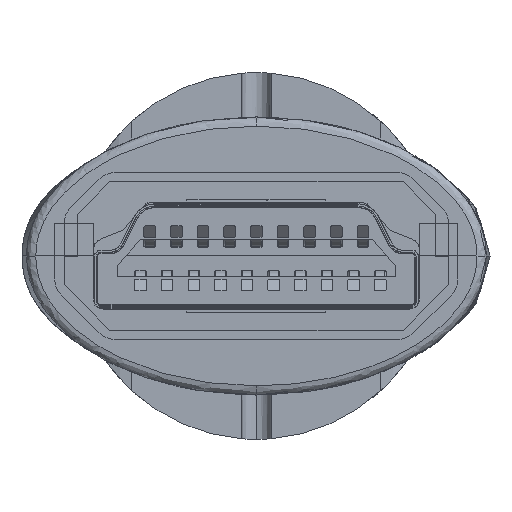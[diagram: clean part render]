
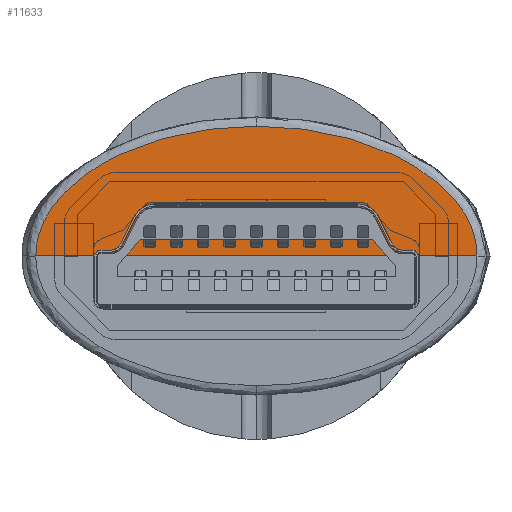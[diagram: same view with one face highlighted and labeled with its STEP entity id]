
A CAD part, front view. The second image highlights one B-rep face of the part: STEP entity #11633.
In plain terms, the highlighted face is planar.
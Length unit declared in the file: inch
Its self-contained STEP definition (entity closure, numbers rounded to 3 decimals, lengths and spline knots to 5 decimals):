
#735 = ORIENTED_EDGE ( 'NONE', *, *, #24974, .T. ) ;
#3498 = CARTESIAN_POINT ( 'NONE',  ( 0.35495, -0.00049, 0.07077 ) ) ;
#4412 = CARTESIAN_POINT ( 'NONE',  ( -0.37483, -0.00013, 0.01933 ) ) ;
#5251 = CARTESIAN_POINT ( 'NONE',  ( 0.22867, -0.00121, 0.17392 ) ) ;
#5521 = CARTESIAN_POINT ( 'NONE',  ( -0.37043, -0.00027, 0.0386 ) ) ;
#5618 = CARTESIAN_POINT ( 'NONE',  ( 0.31764, -0.00081, 0.1161 ) ) ;
#9148 = CARTESIAN_POINT ( 'NONE',  ( 0.36188, -0.0004, 0.05733 ) ) ;
#10418 = CARTESIAN_POINT ( 'NONE',  ( -0.30047, -0.00092, 0.13143 ) ) ;
#10865 = EDGE_CURVE ( 'NONE', #50248, #31021, #15793, .T. ) ;
#11633 = ADVANCED_FACE ( 'NONE', ( #61214 ), #39069, .T. ) ;
#14062 = CARTESIAN_POINT ( 'NONE',  ( 0.11057, -0.00147, 0.21062 ) ) ;
#14430 = CARTESIAN_POINT ( 'NONE',  ( 0.23137, -0.00121, 0.17266 ) ) ;
#14796 = CARTESIAN_POINT ( 'NONE',  ( 0.36139, -0.00041, 0.05837 ) ) ;
#15576 = ORIENTED_EDGE ( 'NONE', *, *, #16580, .T. ) ;
#15731 = CARTESIAN_POINT ( 'NONE',  ( -0.07206, 0., 0. ) ) ;
#15793 = B_SPLINE_CURVE_WITH_KNOTS ( 'NONE', 3,
 ( #34140, #39049, #45077, #22094, #73256, #49968, #33028, #10418, #57429, #55956, #51051, #5521, #4412, #27369 ),
 .UNSPECIFIED., .F., .F.,
 ( 4, 2, 2, 2, 2, 2, 4 ),
 ( 0., 0.25, 0.5, 0.625, 0.75, 0.875, 1. ),
 .UNSPECIFIED. ) ;
#16570 = CARTESIAN_POINT ( 'NONE',  ( 0.36065, -0.00042, 0.05994 ) ) ;
#16580 = EDGE_CURVE ( 'NONE', #38032, #31021, #40229, .T. ) ;
#18977 = CARTESIAN_POINT ( 'NONE',  ( 0.11661, -0.00146, 0.20946 ) ) ;
#20802 = CARTESIAN_POINT ( 'NONE',  ( 0.32849, -0.00073, 0.10527 ) ) ;
#22094 = CARTESIAN_POINT ( 'NONE',  ( -0.15815, -0.0014, 0.20114 ) ) ;
#22212 = CARTESIAN_POINT ( 'NONE',  ( 0.27002, -0.00106, 0.1519 ) ) ;
#24599 = CARTESIAN_POINT ( 'NONE',  ( 0.02038, -0.00154, 0.22058 ) ) ;
#24974 = EDGE_CURVE ( 'NONE', #50248, #38032, #64251, .T. ) ;
#26452 = CARTESIAN_POINT ( 'NONE',  ( 0.27715, -0.00103, 0.14733 ) ) ;
#27369 = CARTESIAN_POINT ( 'NONE',  ( -0.37481, 0., 0. ) ) ;
#27465 = CARTESIAN_POINT ( 'NONE',  ( -0.37481, 0., 0. ) ) ;
#28223 = CARTESIAN_POINT ( 'NONE',  ( 0.32768, -0.00074, 0.10611 ) ) ;
#29855 = EDGE_LOOP ( 'NONE', ( #735, #15576, #65835 ) ) ;
#30176 = CARTESIAN_POINT ( 'NONE',  ( 0.37481, 0., 0. ) ) ;
#31021 = VERTEX_POINT ( 'NONE', #27465 ) ;
#31764 = CARTESIAN_POINT ( 'NONE',  ( 0.37481, 0., 0. ) ) ;
#33028 = CARTESIAN_POINT ( 'NONE',  ( -0.26779, -0.00107, 0.15387 ) ) ;
#33871 = CARTESIAN_POINT ( 'NONE',  ( 0.28066, -0.00101, 0.145 ) ) ;
#34140 = CARTESIAN_POINT ( 'NONE',  ( 0., -0.00154, 0.22058 ) ) ;
#35411 = VECTOR ( 'NONE', #69141, 39.37008 ) ;
#36654 = CARTESIAN_POINT ( 'NONE',  ( 0.16922, -0.00138, 0.19715 ) ) ;
#37032 = CARTESIAN_POINT ( 'NONE',  ( 0.20157, -0.0013, 0.18553 ) ) ;
#37389 = CARTESIAN_POINT ( 'NONE',  ( 0.30498, -0.00089, 0.12743 ) ) ;
#37751 = CARTESIAN_POINT ( 'NONE',  ( 0.37068, -0.00027, 0.03802 ) ) ;
#38032 = VERTEX_POINT ( 'NONE', #30176 ) ;
#39049 = CARTESIAN_POINT ( 'NONE',  ( -0.03993, -0.00154, 0.22058 ) ) ;
#39069 = PLANE ( 'NONE',  #65918 ) ;
#39160 = CARTESIAN_POINT ( 'NONE',  ( 0.34605, -0.00059, 0.08496 ) ) ;
#39913 = CARTESIAN_POINT ( 'NONE',  ( 0.37483, -0.00013, 0.01926 ) ) ;
#40229 = LINE ( 'NONE', #57111, #35411 ) ;
#42311 = CARTESIAN_POINT ( 'NONE',  ( 0.11774, -0.00146, 0.20924 ) ) ;
#42685 = CARTESIAN_POINT ( 'NONE',  ( 0., -0.00154, 0.22058 ) ) ;
#43791 = CARTESIAN_POINT ( 'NONE',  ( 0.28215, -0.00101, 0.144 ) ) ;
#45077 = CARTESIAN_POINT ( 'NONE',  ( -0.0799, -0.00151, 0.21682 ) ) ;
#47923 = CARTESIAN_POINT ( 'NONE',  ( 0.05055, -0.00153, 0.21913 ) ) ;
#49398 = CARTESIAN_POINT ( 'NONE',  ( 0.28358, -0.001, 0.14302 ) ) ;
#49647 = CARTESIAN_POINT ( 'NONE',  ( 0., -0.00154, 0.22058 ) ) ;
#49968 = CARTESIAN_POINT ( 'NONE',  ( -0.25042, -0.00114, 0.16365 ) ) ;
#49982 = DIRECTION ( 'NONE',  ( 0., 1., 0.007 ) ) ;
#50248 = VERTEX_POINT ( 'NONE', #49647 ) ;
#50769 = CARTESIAN_POINT ( 'NONE',  ( 0.23029, -0.00121, 0.17316 ) ) ;
#51051 = CARTESIAN_POINT ( 'NONE',  ( -0.3543, -0.00052, 0.07398 ) ) ;
#51154 = CARTESIAN_POINT ( 'NONE',  ( 0.3365, -0.00068, 0.09674 ) ) ;
#55029 = CARTESIAN_POINT ( 'NONE',  ( 0.32647, -0.00075, 0.10738 ) ) ;
#55956 = CARTESIAN_POINT ( 'NONE',  ( -0.34276, -0.00063, 0.09009 ) ) ;
#56418 = CARTESIAN_POINT ( 'NONE',  ( 0.28314, -0.001, 0.14332 ) ) ;
#56784 = CARTESIAN_POINT ( 'NONE',  ( 0.23186, -0.0012, 0.17243 ) ) ;
#57111 = CARTESIAN_POINT ( 'NONE',  ( -0.07206, 0., 0. ) ) ;
#57429 = CARTESIAN_POINT ( 'NONE',  ( -0.31581, -0.00083, 0.11877 ) ) ;
#60292 = CARTESIAN_POINT ( 'NONE',  ( 0.32359, -0.00077, 0.11031 ) ) ;
#61214 = FACE_OUTER_BOUND ( 'NONE', #29855, .T. ) ;
#62417 = CARTESIAN_POINT ( 'NONE',  ( 0.35884, -0.00044, 0.06357 ) ) ;
#62776 = CARTESIAN_POINT ( 'NONE',  ( 0.24179, -0.00117, 0.16773 ) ) ;
#64085 = CARTESIAN_POINT ( 'NONE',  ( 0.08503, -0.0015, 0.2149 ) ) ;
#64251 = B_SPLINE_CURVE_WITH_KNOTS ( 'NONE', 3,
 ( #42685, #24599, #47923, #64085, #65590, #14062, #70491, #18977, #42311, #65212, #36654, #37032, #73733, #72334, #5251, #50769, #14430, #56784, #62776, #68448, #22212, #26452, #33871, #43791, #56418, #49398, #65974, #37389, #5618, #60292, #55029, #28223, #20802, #71976, #51154, #39160, #3498, #62417, #16570, #14796, #9148, #67705, #37751, #39913, #31764 ),
 .UNSPECIFIED., .F., .F.,
 ( 4, 1, 1, 1, 1, 2, 2, 1, 1, 1, 1, 1, 2, 2, 1, 1, 1, 1, 2, 2, 1, 1, 1, 1, 2, 2, 1, 1, 1, 1, 2, 2, 4 ),
 ( 0., 0.125, 0.1875, 0.21875, 0.23438, 0.24219, 0.25, 0.375, 0.4375, 0.46875, 0.48438, 0.49219, 0.49609, 0.5, 0.5625, 0.59375, 0.60938, 0.61719, 0.62109, 0.625, 0.6875, 0.71875, 0.73438, 0.74219, 0.74609, 0.75, 0.8125, 0.84375, 0.85938, 0.86719, 0.87109, 0.875, 1. ),
 .UNSPECIFIED. ) ;
#65212 = CARTESIAN_POINT ( 'NONE',  ( 0.1396, -0.00143, 0.20485 ) ) ;
#65590 = CARTESIAN_POINT ( 'NONE',  ( 0.10209, -0.00148, 0.21215 ) ) ;
#65835 = ORIENTED_EDGE ( 'NONE', *, *, #10865, .F. ) ;
#65918 = AXIS2_PLACEMENT_3D ( 'NONE', #15731, #49982, #67246 ) ;
#65974 = CARTESIAN_POINT ( 'NONE',  ( 0.29282, -0.00095, 0.13668 ) ) ;
#67246 = DIRECTION ( 'NONE',  ( 0., -0.007, 1. ) ) ;
#67705 = CARTESIAN_POINT ( 'NONE',  ( 0.3621, -0.0004, 0.05686 ) ) ;
#68448 = CARTESIAN_POINT ( 'NONE',  ( 0.25526, -0.00112, 0.16073 ) ) ;
#69141 = DIRECTION ( 'NONE',  ( -1., 0., 0. ) ) ;
#70491 = CARTESIAN_POINT ( 'NONE',  ( 0.1142, -0.00147, 0.20993 ) ) ;
#71976 = CARTESIAN_POINT ( 'NONE',  ( 0.32883, -0.00073, 0.10491 ) ) ;
#72334 = CARTESIAN_POINT ( 'NONE',  ( 0.22486, -0.00123, 0.17566 ) ) ;
#73256 = CARTESIAN_POINT ( 'NONE',  ( -0.19649, -0.00132, 0.18916 ) ) ;
#73733 = CARTESIAN_POINT ( 'NONE',  ( 0.21719, -0.00125, 0.17906 ) ) ;
